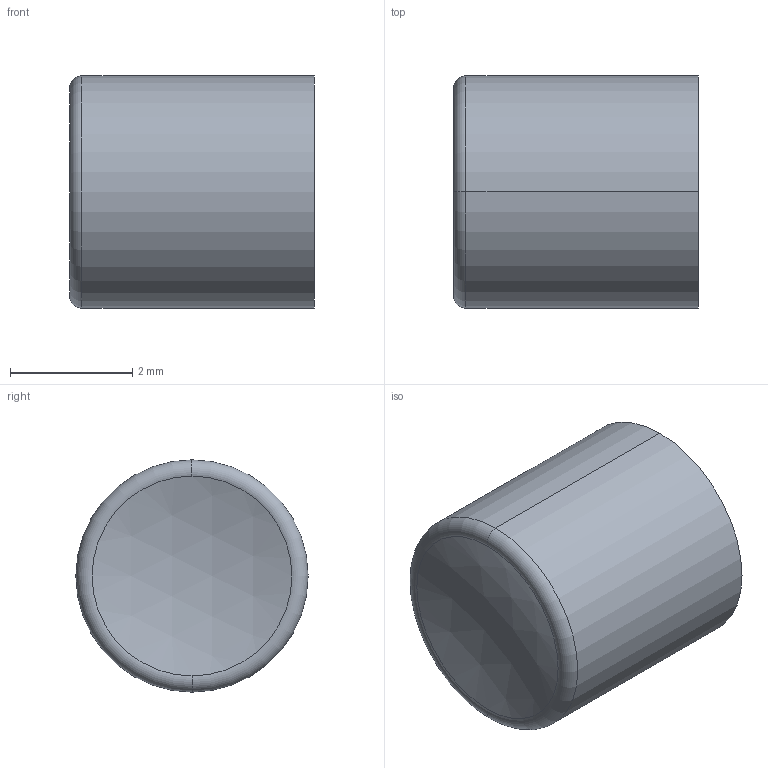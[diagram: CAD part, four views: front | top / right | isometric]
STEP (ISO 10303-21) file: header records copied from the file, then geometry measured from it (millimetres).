
FILE_DESCRIPTION((''),'2;1');
FILE_NAME('KNB_MENTOR_1840.0071.stp','2009-03-16T12:16:35',(''),(''),'Mechanical Desktop 2006','Mechanical Desktop 2006',', , ');
FILE_SCHEMA(('AUTOMOTIVE_DESIGN { 1 2 10303 214 0 1 1 1 }'));
Length unit declared in the file: millimetre
Products named in the file (1): Product
Bounding box: 4 x 3.8 x 3.8 mm (x, y, z)
Volume: 25.5 mm3; surface area: 128.5 mm2
Topology: 4 solids, 4 shells, 33 faces, 70 edges, 46 vertices
Faces by surface type: cylinder 16, plane 14, torus 2, sphere 1
Entity records: 946 total; most frequent: DIRECTION 174, CARTESIAN_POINT 150, ORIENTED_EDGE 140, AXIS2_PLACEMENT_3D 70, EDGE_CURVE 70, VERTEX_POINT 46, CIRCLE 36, VECTOR 34
